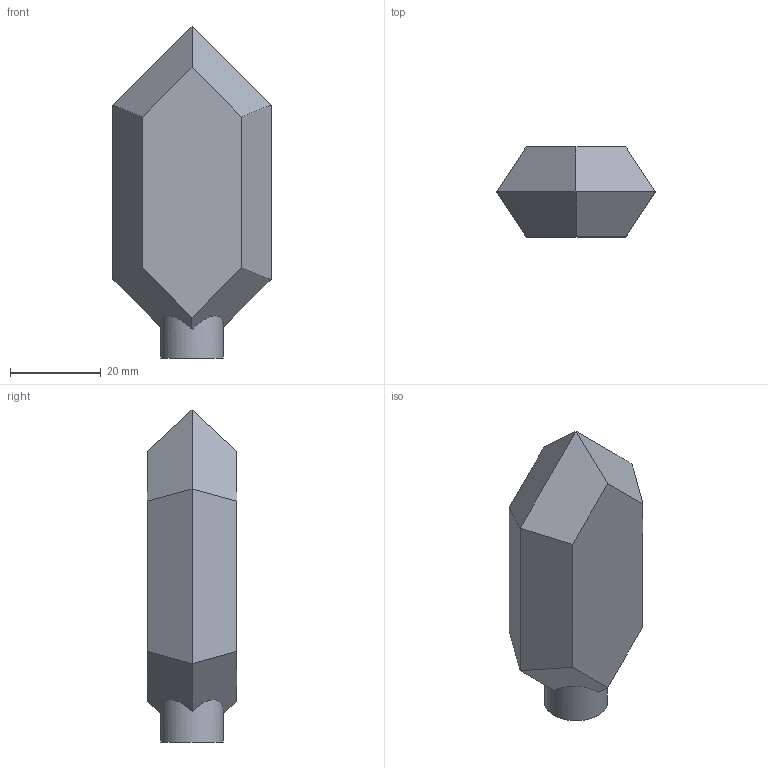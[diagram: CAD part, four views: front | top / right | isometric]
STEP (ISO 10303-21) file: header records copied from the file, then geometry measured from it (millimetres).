
FILE_DESCRIPTION(('HOOPS Exchange Step'),'2;1');
FILE_NAME('temp_export','2023-01-29T16:30:22+01:00',('fabianschmitt'),('Shapr3D Limited'),'HOOPS Exchange 2022.2','Shapr3D','Authorized');
FILE_SCHEMA( ('AUTOMOTIVE_DESIGN { 1 0 10303 214 1 1 1 1 }') );
Length unit declared in the file: millimetre
Products named in the file (1): root
Bounding box: 34.91 x 19.84 x 73.33 mm (x, y, z)
Volume: 2214.3 mm3; surface area: 11088.8 mm2
Topology: 1 solids, 1 shells, 31 faces, 72 edges, 44 vertices
Faces by surface type: plane 29, cylinder 2
Full cylindrical faces by diameter (mm): 13.1 x1, 13.9 x1
Entity records: 868 total; most frequent: CARTESIAN_POINT 164, ORIENTED_EDGE 144, DIRECTION 130, EDGE_CURVE 72, VECTOR 62, LINE 62, VERTEX_POINT 44, AXIS2_PLACEMENT_3D 34
